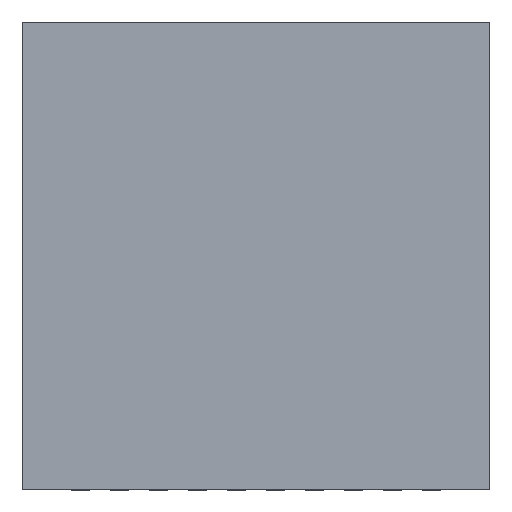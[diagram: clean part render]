
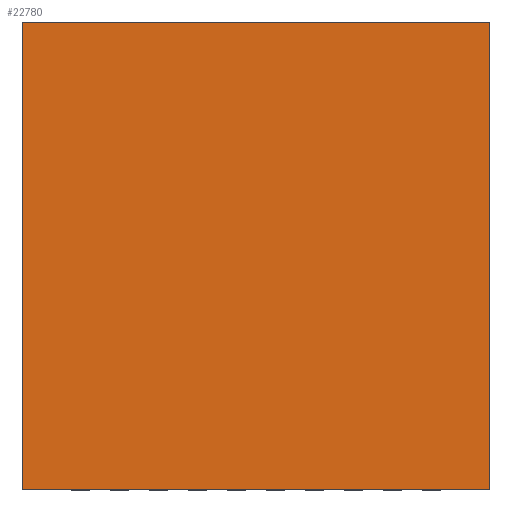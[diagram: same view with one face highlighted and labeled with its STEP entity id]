
A CAD part, top view. The second image highlights one B-rep face of the part: STEP entity #22780.
In plain terms, the highlighted face is planar.
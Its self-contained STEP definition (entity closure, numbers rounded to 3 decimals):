
#17379=DIRECTION('',(0.,0.,1.));
#17380=VECTOR('',#17379,6.);
#17381=CARTESIAN_POINT('',(-3.,0.975,-3.));
#17382=LINE('',#17381,#17380);
#17386=DIRECTION('',(-1.,0.,0.));
#17387=VECTOR('',#17386,6.);
#17388=CARTESIAN_POINT('',(3.,0.975,-3.));
#17389=LINE('',#17388,#17387);
#17393=DIRECTION('',(0.,0.,-1.));
#17394=VECTOR('',#17393,6.);
#17395=CARTESIAN_POINT('',(3.,0.975,3.));
#17396=LINE('',#17395,#17394);
#17400=DIRECTION('',(1.,0.,0.));
#17401=VECTOR('',#17400,6.);
#17402=CARTESIAN_POINT('',(-3.,0.975,3.));
#17403=LINE('',#17402,#17401);
#18927=CARTESIAN_POINT('',(-3.,0.975,-3.));
#18928=CARTESIAN_POINT('',(-3.,0.975,3.));
#18929=VERTEX_POINT('',#18927);
#18930=VERTEX_POINT('',#18928);
#18931=CARTESIAN_POINT('',(3.,0.975,3.));
#18932=VERTEX_POINT('',#18931);
#18933=CARTESIAN_POINT('',(3.,0.975,-3.));
#18934=VERTEX_POINT('',#18933);
#22769=CARTESIAN_POINT('',(0.,0.975,0.));
#22770=DIRECTION('',(0.,1.,0.));
#22771=DIRECTION('',(1.,0.,0.));
#22772=AXIS2_PLACEMENT_3D('',#22769,#22770,#22771);
#22773=PLANE('',#22772);
#22774=ORIENTED_EDGE('',*,*,#20609,.F.);
#22775=ORIENTED_EDGE('',*,*,#20792,.F.);
#22776=ORIENTED_EDGE('',*,*,#21724,.F.);
#22777=ORIENTED_EDGE('',*,*,#22592,.F.);
#22778=EDGE_LOOP('',(#22774,#22775,#22776,#22777));
#22779=FACE_OUTER_BOUND('',#22778,.F.);
#20609=EDGE_CURVE('',#18929,#18930,#17382,.T.);
#20792=EDGE_CURVE('',#18934,#18929,#17389,.T.);
#21724=EDGE_CURVE('',#18932,#18934,#17396,.T.);
#22592=EDGE_CURVE('',#18930,#18932,#17403,.T.);
#22780=ADVANCED_FACE('',(#22779),#22773,.T.);
